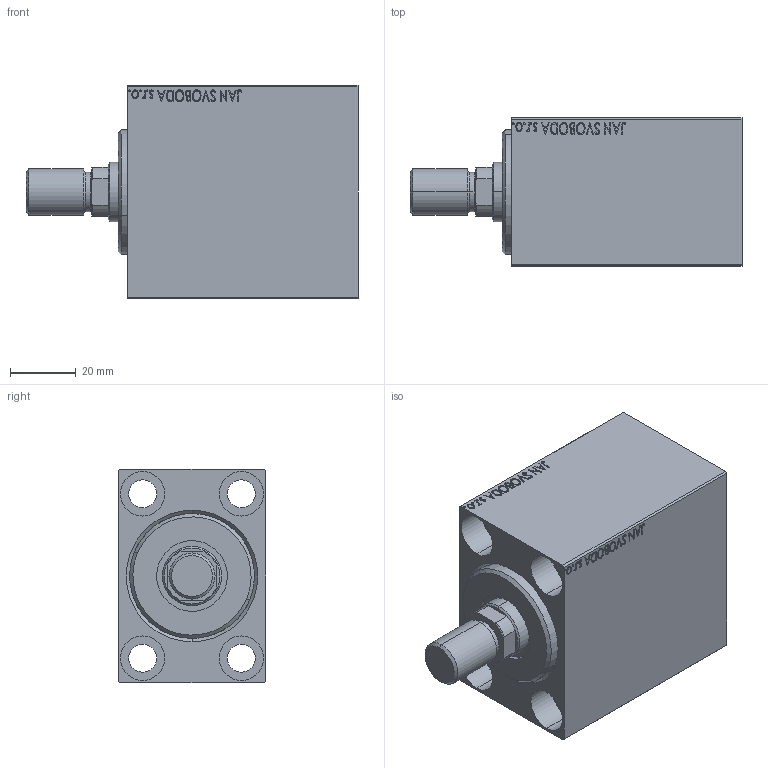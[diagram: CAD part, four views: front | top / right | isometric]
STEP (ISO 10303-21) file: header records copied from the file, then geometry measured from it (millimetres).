
FILE_DESCRIPTION (( 'STEP AP203' ), '1' );
FILE_NAME ('02ca.STEP', '2021-03-19T12:08:43', ( '' ), ( '' ), 'SwSTEP 2.0', 'SolidWorks 2019', '' );
FILE_SCHEMA (( 'CONFIG_CONTROL_DESIGN' ));
Length unit declared in the file: millimetre
Products named in the file (5): V450CM_VC_B 63f5380f79408075baf7a7738c482557; V450CM_MALE_METRIC 63f5380f79408075baf7a7738c482557; V450CM_C 63f5380f79408075baf7a7738c482557; V450CM_C_VCP 63f5380f79408075baf7a7738c482557; 02ca
Assembly tree (4 placements, depth 2):
  02ca
    V450CM_C 63f5380f79408075baf7a7738c482557
    V450CM_C_VCP 63f5380f79408075baf7a7738c482557
    V450CM_VC_B 63f5380f79408075baf7a7738c482557
    V450CM_MALE_METRIC 63f5380f79408075baf7a7738c482557
Bounding box: 101 x 45 x 65 mm (x, y, z)
Volume: 181947.5 mm3; surface area: 49643.4 mm2
Topology: 4 solids, 4 shells, 872 faces, 2230 edges, 1477 vertices
Faces by surface type: plane 412, bspline 380, cylinder 62, cone 16, torus 2
Entity records: 44301 total; most frequent: CARTESIAN_POINT 25084, ORIENTED_EDGE 4456, DIRECTION 2612, EDGE_CURVE 2228, VERTEX_POINT 1477, LINE 1306, VECTOR 1306, EDGE_LOOP 999
